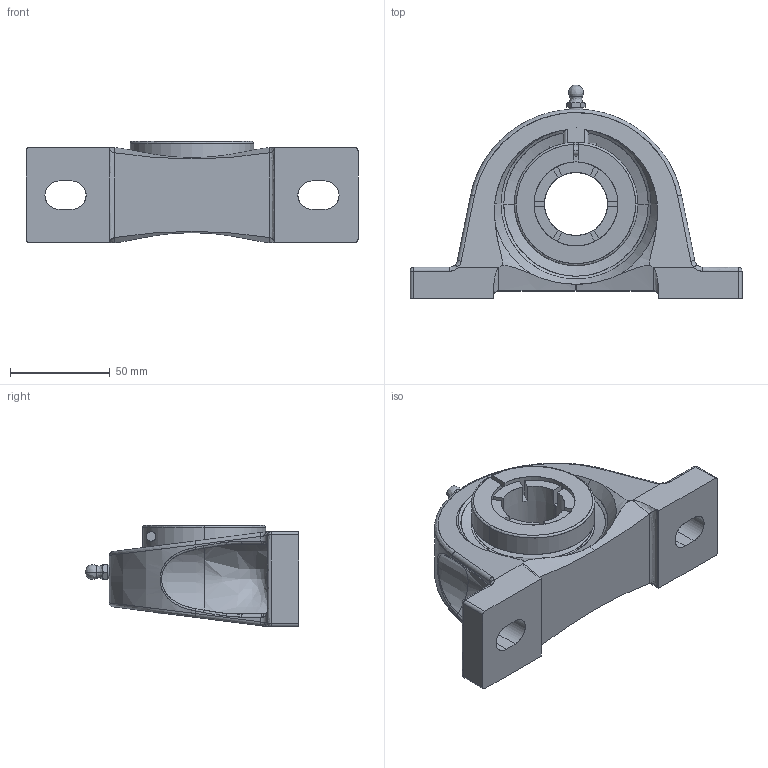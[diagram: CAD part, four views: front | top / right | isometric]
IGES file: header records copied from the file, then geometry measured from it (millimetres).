
Start section: SolidWorks IGES file using analytic representation for surfaces
Global section: file name: NPDEFAU09251341444435.igs; native system: SolidWorks 2012; preprocessor: SolidWorks 2012; author: partstream; date: 120925.134148; units: inch
Bounding box: 166.69 x 107.39 x 50.8 mm (x, y, z)
Surface area: 52174.8 mm2 (no closed solid volume)
Topology: 0 solids, 0 shells, 253 faces, 3481 edges, 3471 vertices
Faces by surface type: bspline 168, revolution 85
